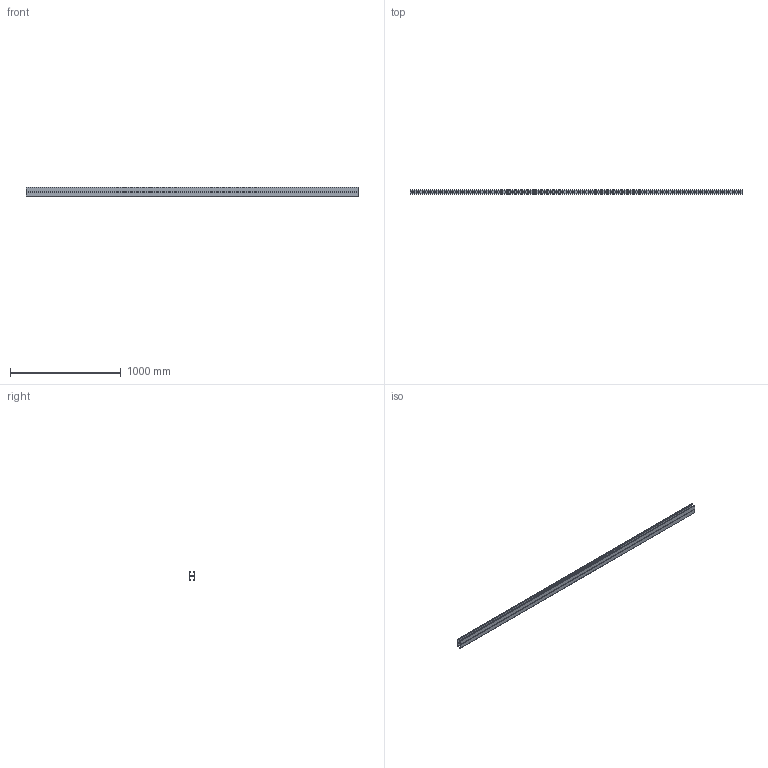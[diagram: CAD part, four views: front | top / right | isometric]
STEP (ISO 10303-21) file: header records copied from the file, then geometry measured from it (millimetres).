
FILE_DESCRIPTION(/* description */ (''),/* implementation_level */ '2;1');
FILE_NAME(/* name */ '341744.stp',/* time_stamp */ '2025-12-05T09:32:43+01:00',/* author */ ('mael.lecharpentier'),/* organization */ (''),/* preprocessor_version */ 'ST-DEVELOPER v20',/* originating_system */ 'AutoCAD Mechanical',/* authorisation */ '');
FILE_SCHEMA (('AUTOMOTIVE_DESIGN { 1 0 10303 214 3 1 1 }'));
Length unit declared in the file: millimetre
Products named in the file (1): Product
Bounding box: 3000 x 41 x 82 mm (x, y, z)
Volume: 1703714.6 mm3; surface area: 1775608.5 mm2
Topology: 2 solids, 122 shells, 168 faces, 1092 edges, 1048 vertices
Faces by surface type: plane 156, cylinder 12
Entity records: 10796 total; most frequent: CARTESIAN_POINT 2309, DIRECTION 1694, ORIENTED_EDGE 1224, EDGE_CURVE 1092, VERTEX_POINT 1048, LINE 828, VECTOR 828, AXIS2_PLACEMENT_3D 433
